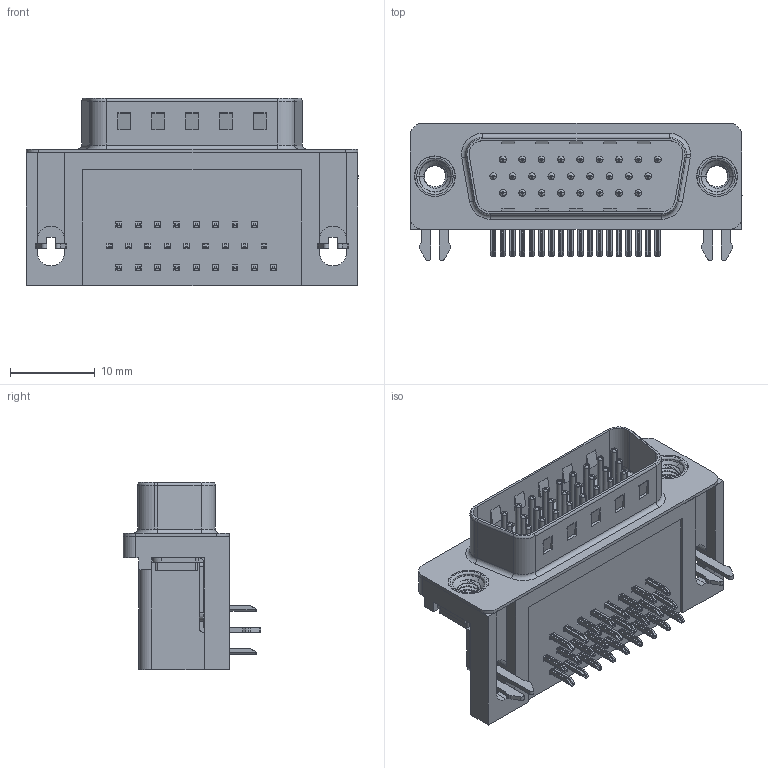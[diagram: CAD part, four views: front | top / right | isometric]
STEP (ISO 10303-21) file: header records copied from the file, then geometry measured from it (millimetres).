
FILE_DESCRIPTION (( 'STEP AP203' ), '1' );
FILE_NAME ('633-026-363-035.STEP', '2018-11-09T00:09:39', ( '' ), ( '' ), 'SwSTEP 2.0', 'SolidWorks 2016', '' );
FILE_SCHEMA (( 'CONFIG_CONTROL_DESIGN' ));
Length unit declared in the file: millimetre
Products named in the file (8): 633 Contact Top; 633 2 Prong Board Lock; 633 M3 Threaded Rivet; 633-026-363-035; 633 Housing_26 Contact; 633 Shell_26 Contact; 633 Contact Bottom; 633 Contact Middle
Assembly tree (32 placements, depth 2):
  633-026-363-035
    633 Housing_26 Contact
    633 Shell_26 Contact
    633 Contact Bottom  x8
    633 Contact Middle  x9
    633 Contact Top  x9
    633 2 Prong Board Lock  x2
    633 M3 Threaded Rivet  x2
Bounding box: 39.22 x 16.25 x 22.1 mm (x, y, z)
Volume: 5591.8 mm3; surface area: 7258 mm2
Topology: 32 solids, 32 shells, 2344 faces, 5820 edges, 3599 vertices
Faces by surface type: plane 1453, cylinder 690, torus 187, cone 8, bspline 6
Entity records: 24143 total; most frequent: CARTESIAN_POINT 5137, DIRECTION 3720, ORIENTED_EDGE 3564, EDGE_CURVE 1782, AXIS2_PLACEMENT_3D 1244, VECTOR 1232, LINE 1232, VERTEX_POINT 1140
